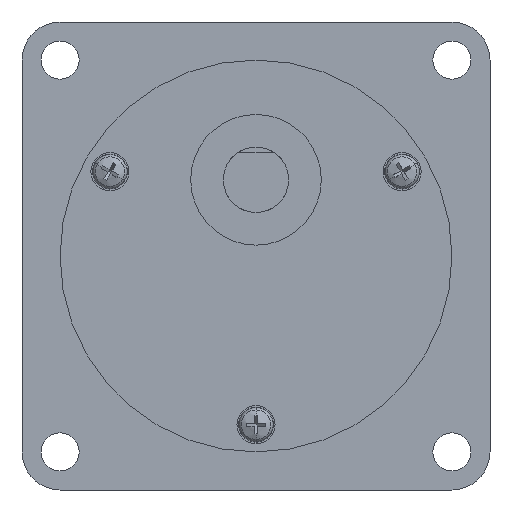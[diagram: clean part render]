
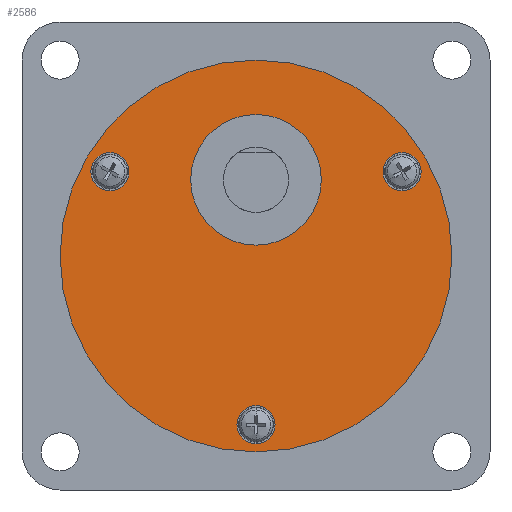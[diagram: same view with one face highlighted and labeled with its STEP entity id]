
A CAD part, left-side view. The second image highlights one B-rep face of the part: STEP entity #2586.
In plain terms, the highlighted planar face has unit normal (-1, 0, 0).
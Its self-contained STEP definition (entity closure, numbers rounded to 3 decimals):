
#2390=CARTESIAN_POINT('POINT900',(1.,
   0.,6.));
#2391=VERTEX_POINT('VERTEX900',#2390);
#2398=CARTESIAN_POINT('POINT901',(1.,0.,
   -6.));
#2399=VERTEX_POINT('VERTEX901',#2398);
#2400=CARTESIAN_POINT('POS1289',(1.,0.,
   0.));
#2401=DIRECTION('DIR2034',(-1.,0.,0.));
#2402=DIRECTION('DIR2035',(0.,0.,1.));
#2403=AXIS2_PLACEMENT_3D('AXIS746',#2400,#2401,#2402);
#2404=CIRCLE('ELLIPSE367',#2403,6.);
#2405=EDGE_CURVE('EDGE1440',#2391,#2399,#2404,.T.);
#2425=EDGE_CURVE('EDGE1442',#2399,#2391,#2404,.T.);
#2430=CARTESIAN_POINT('POINT902',(1.,-1.75,-22.5));
#2431=VERTEX_POINT('VERTEX902',#2430);
#2439=CARTESIAN_POINT('POINT903',(1.,1.75,-22.5));
#2440=VERTEX_POINT('VERTEX903',#2439);
#2447=CARTESIAN_POINT('POS1294',(1.,0.,
   -22.5));
#2448=DIRECTION('DIR2041',(1.,0.,0.));
#2449=DIRECTION('DIR2042',(0.,-1.,0.));
#2450=AXIS2_PLACEMENT_3D('AXIS748',#2447,#2448,#2449);
#2451=CIRCLE('ELLIPSE368',#2450,1.75);
#2452=EDGE_CURVE('EDGE1445',#2431,#2440,#2451,.T.);
#2463=EDGE_CURVE('EDGE1446',#2440,#2431,#2451,.T.);
#2470=CARTESIAN_POINT('POINT904',(1.,-12.548,
   2.266));
#2471=VERTEX_POINT('VERTEX904',#2470);
#2479=CARTESIAN_POINT('POINT905',(1.,-14.298,
   -0.766));
#2480=VERTEX_POINT('VERTEX905',#2479);
#2487=CARTESIAN_POINT('POS1298',(1.,-13.423,
   0.75));
#2488=DIRECTION('DIR2047',(1.,0.,
   0.));
#2489=DIRECTION('DIR2048',(0.,0.5,
   0.866));
#2490=AXIS2_PLACEMENT_3D('AXIS750',#2487,#2488,#2489);
#2491=CIRCLE('ELLIPSE369',#2490,1.75);
#2492=EDGE_CURVE('EDGE1449',#2471,#2480,#2491,.T.);
#2503=EDGE_CURVE('EDGE1450',#2480,#2471,#2491,.T.);
#2510=CARTESIAN_POINT('POINT906',(1.,14.298,
   -0.766));
#2511=VERTEX_POINT('VERTEX906',#2510);
#2519=CARTESIAN_POINT('POINT907',(1.,
   12.548,2.266));
#2520=VERTEX_POINT('VERTEX907',#2519);
#2527=CARTESIAN_POINT('POS1302',(1.,13.423,
   0.75));
#2528=DIRECTION('DIR2053',(1.,0.,
   0.));
#2529=DIRECTION('DIR2054',(0.,0.5,
   -0.866));
#2530=AXIS2_PLACEMENT_3D('AXIS752',#2527,#2528,#2529);
#2531=CIRCLE('ELLIPSE370',#2530,1.75);
#2532=EDGE_CURVE('EDGE1453',#2511,#2520,#2531,.T.);
#2543=EDGE_CURVE('EDGE1454',#2520,#2511,#2531,.T.);
#2550=CARTESIAN_POINT('POINT908',(1.,0.,-25.));
#2551=VERTEX_POINT('VERTEX908',#2550);
#2552=CARTESIAN_POINT('POINT909',(1.,
   0.,11.));
#2553=VERTEX_POINT('VERTEX909',#2552);
#2554=CARTESIAN_POINT('POS1304',(1.,0.,-7.));
#2555=DIRECTION('DIR2057',(-1.,0.,0.));
#2556=DIRECTION('DIR2058',(0.,0.,-1.));
#2557=AXIS2_PLACEMENT_3D('AXIS754',#2554,#2555,#2556);
#2558=CIRCLE('ELLIPSE371',#2557,18.);
#2559=EDGE_CURVE('EDGE1455',#2551,#2553,#2558,.T.);
#2560=ORIENTED_EDGE('COEDGE2901',*,*,#2559,.T.);
#2561=EDGE_CURVE('EDGE1456',#2553,#2551,#2558,.T.);
#2562=ORIENTED_EDGE('COEDGE2902',*,*,#2561,.T.);
#2563=EDGE_LOOP('NONE',(#2560,#2562));
#2564=FACE_BOUND('LOOP1',#2563,.T.);
#2565=ORIENTED_EDGE('COEDGE2903',*,*,#2543,.T.);
#2566=ORIENTED_EDGE('COEDGE2904',*,*,#2532,.T.);
#2567=EDGE_LOOP('NONE',(#2565,#2566));
#2568=FACE_BOUND('LOOP1',#2567,.T.);
#2569=ORIENTED_EDGE('COEDGE2905',*,*,#2503,.T.);
#2570=ORIENTED_EDGE('COEDGE2906',*,*,#2492,.T.);
#2571=EDGE_LOOP('NONE',(#2569,#2570));
#2572=FACE_BOUND('LOOP1',#2571,.T.);
#2573=ORIENTED_EDGE('COEDGE2907',*,*,#2463,.T.);
#2574=ORIENTED_EDGE('COEDGE2908',*,*,#2452,.T.);
#2575=EDGE_LOOP('NONE',(#2573,#2574));
#2576=FACE_BOUND('LOOP1',#2575,.T.);
#2577=ORIENTED_EDGE('COEDGE2909',*,*,#2425,.F.);
#2578=ORIENTED_EDGE('COEDGE2910',*,*,#2405,.F.);
#2579=EDGE_LOOP('NONE',(#2577,#2578));
#2580=FACE_BOUND('LOOP1',#2579,.T.);
#2581=CARTESIAN_POINT('POS1305',(1.,0.,-7.));
#2582=DIRECTION('DIR2059',(-1.,0.,0.));
#2583=DIRECTION('DIR2060',(0.,1.,0.));
#2584=AXIS2_PLACEMENT_3D('AXIS755',#2581,#2582,#2583);
#2585=PLANE('PLANE202',#2584);
#2586=ADVANCED_FACE('FACE651',(#2564,#2568,#2572,#2576,#2580),#2585,.T.)
   ;
